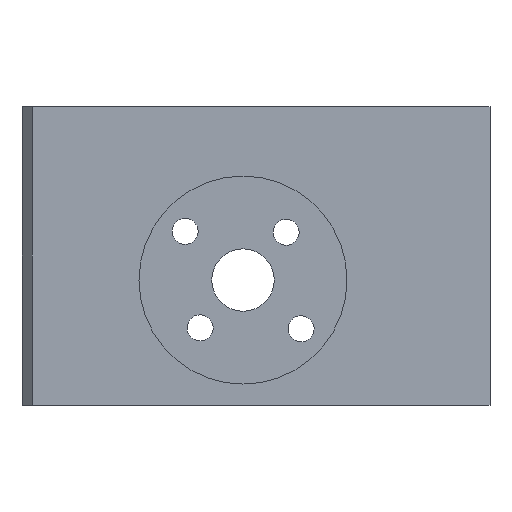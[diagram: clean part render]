
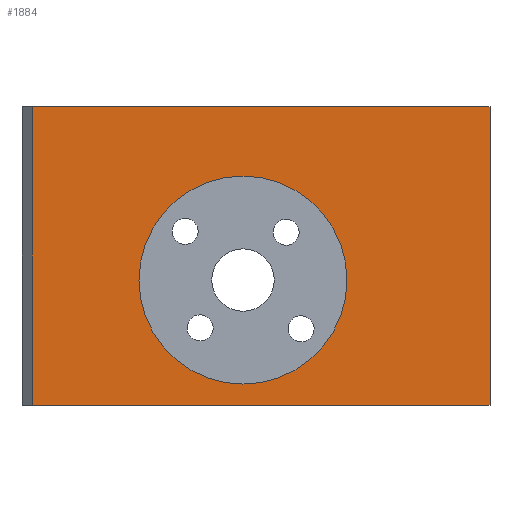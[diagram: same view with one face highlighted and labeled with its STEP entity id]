
A CAD part, left-side view. The second image highlights one B-rep face of the part: STEP entity #1884.
In plain terms, the highlighted planar face has unit normal (-1, 0, 0).
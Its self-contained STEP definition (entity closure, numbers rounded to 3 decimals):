
#142 = PLANE('',#143);
#143 = AXIS2_PLACEMENT_3D('',#144,#145,#146);
#144 = CARTESIAN_POINT('',(-186.118,33.,139.143));
#145 = DIRECTION('',(0.,0.,1.));
#146 = DIRECTION('',(1.,0.,-0.));
#353 = PLANE('',#354);
#354 = AXIS2_PLACEMENT_3D('',#355,#356,#357);
#355 = CARTESIAN_POINT('',(-167.27,29.,119.267));
#356 = DIRECTION('',(0.,1.,0.));
#357 = DIRECTION('',(0.,0.,1.));
#664 = VERTEX_POINT('',#665);
#665 = CARTESIAN_POINT('',(-196.,29.,139.143));
#686 = EDGE_CURVE('',#687,#664,#689,.T.);
#687 = VERTEX_POINT('',#688);
#688 = CARTESIAN_POINT('',(-196.,29.,110.488));
#689 = SURFACE_CURVE('',#690,(#694,#701),.PCURVE_S1.);
#690 = LINE('',#691,#692);
#691 = CARTESIAN_POINT('',(-196.,29.,110.488));
#692 = VECTOR('',#693,1.);
#693 = DIRECTION('',(0.,0.,1.));
#694 = PCURVE('',#353,#695);
#695 = DEFINITIONAL_REPRESENTATION('',(#696),#700);
#696 = LINE('',#697,#698);
#697 = CARTESIAN_POINT('',(-8.778,-28.729));
#698 = VECTOR('',#699,1.);
#699 = DIRECTION('',(1.,0.));
#700 = ( GEOMETRIC_REPRESENTATION_CONTEXT(2) 
PARAMETRIC_REPRESENTATION_CONTEXT() REPRESENTATION_CONTEXT('2D SPACE',''
  ) );
#701 = PCURVE('',#702,#707);
#702 = PLANE('',#703);
#703 = AXIS2_PLACEMENT_3D('',#704,#705,#706);
#704 = CARTESIAN_POINT('',(-196.,65.25,139.143));
#705 = DIRECTION('',(-1.,-0.,-0.));
#706 = DIRECTION('',(0.,0.,-1.));
#707 = DEFINITIONAL_REPRESENTATION('',(#708),#712);
#708 = LINE('',#709,#710);
#709 = CARTESIAN_POINT('',(28.655,36.25));
#710 = VECTOR('',#711,1.);
#711 = DIRECTION('',(-1.,0.));
#712 = ( GEOMETRIC_REPRESENTATION_CONTEXT(2) 
PARAMETRIC_REPRESENTATION_CONTEXT() REPRESENTATION_CONTEXT('2D SPACE',''
  ) );
#728 = PLANE('',#729);
#729 = AXIS2_PLACEMENT_3D('',#730,#731,#732);
#730 = CARTESIAN_POINT('',(-191.587,51.375,
    110.488));
#731 = DIRECTION('',(0.,0.,1.));
#732 = DIRECTION('',(0.,1.,0.));
#1128 = PLANE('',#1129);
#1129 = AXIS2_PLACEMENT_3D('',#1130,#1131,#1132);
#1130 = CARTESIAN_POINT('',(-195.5,73.5,110.488));
#1131 = DIRECTION('',(0.707,-0.707,0.)
  );
#1132 = DIRECTION('',(0.,0.,1.));
#1324 = VERTEX_POINT('',#1325);
#1325 = CARTESIAN_POINT('',(-196.,73.,110.488));
#1348 = VERTEX_POINT('',#1349);
#1349 = CARTESIAN_POINT('',(-196.,73.,139.143));
#1370 = EDGE_CURVE('',#1324,#1348,#1371,.T.);
#1371 = SURFACE_CURVE('',#1372,(#1376,#1383),.PCURVE_S1.);
#1372 = LINE('',#1373,#1374);
#1373 = CARTESIAN_POINT('',(-196.,73.,110.488));
#1374 = VECTOR('',#1375,1.);
#1375 = DIRECTION('',(0.,0.,1.));
#1376 = PCURVE('',#1128,#1377);
#1377 = DEFINITIONAL_REPRESENTATION('',(#1378),#1382);
#1378 = LINE('',#1379,#1380);
#1379 = CARTESIAN_POINT('',(0.,0.707));
#1380 = VECTOR('',#1381,1.);
#1381 = DIRECTION('',(1.,0.));
#1382 = ( GEOMETRIC_REPRESENTATION_CONTEXT(2) 
PARAMETRIC_REPRESENTATION_CONTEXT() REPRESENTATION_CONTEXT('2D SPACE',''
  ) );
#1383 = PCURVE('',#702,#1384);
#1384 = DEFINITIONAL_REPRESENTATION('',(#1385),#1389);
#1385 = LINE('',#1386,#1387);
#1386 = CARTESIAN_POINT('',(28.655,-7.75));
#1387 = VECTOR('',#1388,1.);
#1388 = DIRECTION('',(-1.,0.));
#1389 = ( GEOMETRIC_REPRESENTATION_CONTEXT(2) 
PARAMETRIC_REPRESENTATION_CONTEXT() REPRESENTATION_CONTEXT('2D SPACE',''
  ) );
#1501 = CYLINDRICAL_SURFACE('',#1502,10.);
#1502 = AXIS2_PLACEMENT_3D('',#1503,#1504,#1505);
#1503 = CARTESIAN_POINT('',(-199.,52.75,122.5));
#1504 = DIRECTION('',(1.,0.,0.));
#1505 = DIRECTION('',(0.,-1.,0.));
#1748 = VERTEX_POINT('',#1749);
#1749 = CARTESIAN_POINT('',(-196.,42.75,122.5));
#1772 = EDGE_CURVE('',#1748,#1748,#1773,.T.);
#1773 = SURFACE_CURVE('',#1774,(#1779,#1786),.PCURVE_S1.);
#1774 = CIRCLE('',#1775,10.);
#1775 = AXIS2_PLACEMENT_3D('',#1776,#1777,#1778);
#1776 = CARTESIAN_POINT('',(-196.,52.75,122.5));
#1777 = DIRECTION('',(-1.,0.,0.));
#1778 = DIRECTION('',(0.,-1.,0.));
#1779 = PCURVE('',#1501,#1780);
#1780 = DEFINITIONAL_REPRESENTATION('',(#1781),#1785);
#1781 = LINE('',#1782,#1783);
#1782 = CARTESIAN_POINT('',(-0.,3.));
#1783 = VECTOR('',#1784,1.);
#1784 = DIRECTION('',(-1.,0.));
#1785 = ( GEOMETRIC_REPRESENTATION_CONTEXT(2) 
PARAMETRIC_REPRESENTATION_CONTEXT() REPRESENTATION_CONTEXT('2D SPACE',''
  ) );
#1786 = PCURVE('',#702,#1787);
#1787 = DEFINITIONAL_REPRESENTATION('',(#1788),#1792);
#1788 = CIRCLE('',#1789,10.);
#1789 = AXIS2_PLACEMENT_2D('',#1790,#1791);
#1790 = CARTESIAN_POINT('',(16.643,12.5));
#1791 = DIRECTION('',(0.,1.));
#1792 = ( GEOMETRIC_REPRESENTATION_CONTEXT(2) 
PARAMETRIC_REPRESENTATION_CONTEXT() REPRESENTATION_CONTEXT('2D SPACE',''
  ) );
#1833 = EDGE_CURVE('',#1348,#664,#1834,.T.);
#1834 = SURFACE_CURVE('',#1835,(#1839,#1846),.PCURVE_S1.);
#1835 = LINE('',#1836,#1837);
#1836 = CARTESIAN_POINT('',(-196.,74.,139.143));
#1837 = VECTOR('',#1838,1.);
#1838 = DIRECTION('',(0.,-1.,0.));
#1839 = PCURVE('',#142,#1840);
#1840 = DEFINITIONAL_REPRESENTATION('',(#1841),#1845);
#1841 = LINE('',#1842,#1843);
#1842 = CARTESIAN_POINT('',(-9.882,41.));
#1843 = VECTOR('',#1844,1.);
#1844 = DIRECTION('',(0.,-1.));
#1845 = ( GEOMETRIC_REPRESENTATION_CONTEXT(2) 
PARAMETRIC_REPRESENTATION_CONTEXT() REPRESENTATION_CONTEXT('2D SPACE',''
  ) );
#1846 = PCURVE('',#702,#1847);
#1847 = DEFINITIONAL_REPRESENTATION('',(#1848),#1852);
#1848 = LINE('',#1849,#1850);
#1849 = CARTESIAN_POINT('',(0.,-8.75));
#1850 = VECTOR('',#1851,1.);
#1851 = DIRECTION('',(0.,1.));
#1852 = ( GEOMETRIC_REPRESENTATION_CONTEXT(2) 
PARAMETRIC_REPRESENTATION_CONTEXT() REPRESENTATION_CONTEXT('2D SPACE',''
  ) );
#1860 = EDGE_CURVE('',#1324,#687,#1861,.T.);
#1861 = SURFACE_CURVE('',#1862,(#1866,#1873),.PCURVE_S1.);
#1862 = LINE('',#1863,#1864);
#1863 = CARTESIAN_POINT('',(-196.,71.,110.488));
#1864 = VECTOR('',#1865,1.);
#1865 = DIRECTION('',(0.,-1.,0.));
#1866 = PCURVE('',#728,#1867);
#1867 = DEFINITIONAL_REPRESENTATION('',(#1868),#1872);
#1868 = LINE('',#1869,#1870);
#1869 = CARTESIAN_POINT('',(19.625,4.413));
#1870 = VECTOR('',#1871,1.);
#1871 = DIRECTION('',(-1.,0.));
#1872 = ( GEOMETRIC_REPRESENTATION_CONTEXT(2) 
PARAMETRIC_REPRESENTATION_CONTEXT() REPRESENTATION_CONTEXT('2D SPACE',''
  ) );
#1873 = PCURVE('',#702,#1874);
#1874 = DEFINITIONAL_REPRESENTATION('',(#1875),#1879);
#1875 = LINE('',#1876,#1877);
#1876 = CARTESIAN_POINT('',(28.655,-5.75));
#1877 = VECTOR('',#1878,1.);
#1878 = DIRECTION('',(0.,1.));
#1879 = ( GEOMETRIC_REPRESENTATION_CONTEXT(2) 
PARAMETRIC_REPRESENTATION_CONTEXT() REPRESENTATION_CONTEXT('2D SPACE',''
  ) );
#1884 = ADVANCED_FACE('',(#1885,#1891),#702,.T.);
#1885 = FACE_BOUND('',#1886,.T.);
#1886 = EDGE_LOOP('',(#1887,#1888,#1889,#1890));
#1887 = ORIENTED_EDGE('',*,*,#1833,.F.);
#1888 = ORIENTED_EDGE('',*,*,#1370,.F.);
#1889 = ORIENTED_EDGE('',*,*,#1860,.T.);
#1890 = ORIENTED_EDGE('',*,*,#686,.T.);
#1891 = FACE_BOUND('',#1892,.T.);
#1892 = EDGE_LOOP('',(#1893));
#1893 = ORIENTED_EDGE('',*,*,#1772,.F.);
